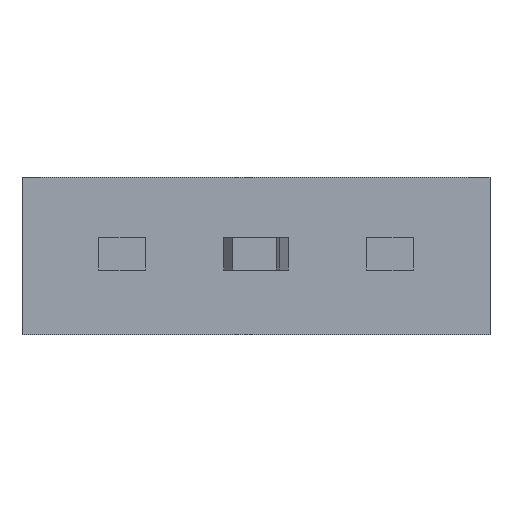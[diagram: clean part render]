
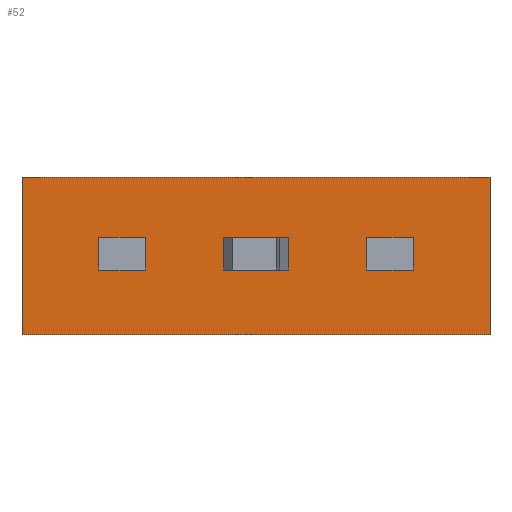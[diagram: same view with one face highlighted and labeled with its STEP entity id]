
A CAD part, front view. The second image highlights one B-rep face of the part: STEP entity #52.
In plain terms, the highlighted planar face has unit normal (0, -1, 0).
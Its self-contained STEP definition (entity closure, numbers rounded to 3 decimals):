
#52 = ADVANCED_FACE ( 'NONE', ( #4107, #4123, #4110, #4118 ), #2984, .F. ) ;
#77 = VERTEX_POINT ( 'NONE', #3143 ) ;
#80 = VERTEX_POINT ( 'NONE', #3154 ) ;
#82 = VERTEX_POINT ( 'NONE', #3145 ) ;
#86 = VERTEX_POINT ( 'NONE', #3133 ) ;
#152 = EDGE_LOOP ( 'NONE', ( #999, #944, #985, #975 ) ) ;
#187 = EDGE_LOOP ( 'NONE', ( #1009, #953, #1003, #939 ) ) ;
#217 = EDGE_LOOP ( 'NONE', ( #956, #1024, #942, #978 ) ) ;
#222 = EDGE_LOOP ( 'NONE', ( #1011, #977, #957, #1007 ) ) ;
#229 = VERTEX_POINT ( 'NONE', #3147 ) ;
#234 = VERTEX_POINT ( 'NONE', #3166 ) ;
#242 = VERTEX_POINT ( 'NONE', #3148 ) ;
#769 = DIRECTION ( 'NONE',  ( 0., 0., -1. ) ) ;
#770 = CARTESIAN_POINT ( 'NONE',  ( 0.55, 0., 1.661 ) ) ;
#816 = VERTEX_POINT ( 'NONE', #3187 ) ;
#877 = VERTEX_POINT ( 'NONE', #3289 ) ;
#939 = ORIENTED_EDGE ( 'NONE', *, *, #1091, .T. ) ;
#942 = ORIENTED_EDGE ( 'NONE', *, *, #1065, .T. ) ;
#944 = ORIENTED_EDGE ( 'NONE', *, *, #2453, .T. ) ;
#953 = ORIENTED_EDGE ( 'NONE', *, *, #1054, .T. ) ;
#956 = ORIENTED_EDGE ( 'NONE', *, *, #1041, .T. ) ;
#957 = ORIENTED_EDGE ( 'NONE', *, *, #3515, .F. ) ;
#975 = ORIENTED_EDGE ( 'NONE', *, *, #1083, .T. ) ;
#977 = ORIENTED_EDGE ( 'NONE', *, *, #1098, .F. ) ;
#978 = ORIENTED_EDGE ( 'NONE', *, *, #1088, .T. ) ;
#985 = ORIENTED_EDGE ( 'NONE', *, *, #1060, .T. ) ;
#999 = ORIENTED_EDGE ( 'NONE', *, *, #1059, .T. ) ;
#1003 = ORIENTED_EDGE ( 'NONE', *, *, #1067, .T. ) ;
#1007 = ORIENTED_EDGE ( 'NONE', *, *, #1078, .T. ) ;
#1009 = ORIENTED_EDGE ( 'NONE', *, *, #1089, .T. ) ;
#1011 = ORIENTED_EDGE ( 'NONE', *, *, #2463, .T. ) ;
#1024 = ORIENTED_EDGE ( 'NONE', *, *, #1094, .T. ) ;
#1041 = EDGE_CURVE ( 'NONE', #80, #1267, #3613, .T. ) ;
#1054 = EDGE_CURVE ( 'NONE', #1262, #82, #3629, .T. ) ;
#1059 = EDGE_CURVE ( 'NONE', #242, #229, #3656, .T. ) ;
#1060 = EDGE_CURVE ( 'NONE', #1263, #1264, #3662, .T. ) ;
#1065 = EDGE_CURVE ( 'NONE', #1273, #1278, #3655, .T. ) ;
#1067 = EDGE_CURVE ( 'NONE', #82, #1276, #3635, .T. ) ;
#1078 = EDGE_CURVE ( 'NONE', #816, #234, #3679, .T. ) ;
#1083 = EDGE_CURVE ( 'NONE', #1264, #242, #3691, .T. ) ;
#1088 = EDGE_CURVE ( 'NONE', #1278, #80, #3699, .T. ) ;
#1089 = EDGE_CURVE ( 'NONE', #86, #1262, #3737, .T. ) ;
#1091 = EDGE_CURVE ( 'NONE', #1276, #86, #3720, .T. ) ;
#1094 = EDGE_CURVE ( 'NONE', #1267, #1273, #3725, .T. ) ;
#1098 = EDGE_CURVE ( 'NONE', #877, #77, #3721, .T. ) ;
#1254 = AXIS2_PLACEMENT_3D ( 'NONE', #2960, #2961, #2962 ) ;
#1262 = VERTEX_POINT ( 'NONE', #3417 ) ;
#1263 = VERTEX_POINT ( 'NONE', #3447 ) ;
#1264 = VERTEX_POINT ( 'NONE', #3464 ) ;
#1267 = VERTEX_POINT ( 'NONE', #3400 ) ;
#1273 = VERTEX_POINT ( 'NONE', #3446 ) ;
#1276 = VERTEX_POINT ( 'NONE', #3483 ) ;
#1278 = VERTEX_POINT ( 'NONE', #3473 ) ;
#1333 = DIRECTION ( 'NONE',  ( 1., 0., 0. ) ) ;
#1351 = CARTESIAN_POINT ( 'NONE',  ( 4., 0., 0. ) ) ;
#1963 = CARTESIAN_POINT ( 'NONE',  ( 4., 0., 2.7 ) ) ;
#1984 = DIRECTION ( 'NONE',  ( 1., 0., 0. ) ) ;
#2453 = EDGE_CURVE ( 'NONE', #229, #1263, #3756, .T. ) ;
#2463 = EDGE_CURVE ( 'NONE', #234, #77, #3768, .T. ) ;
#2960 = CARTESIAN_POINT ( 'NONE',  ( 4., 0., 2.7 ) ) ;
#2961 = DIRECTION ( 'NONE',  ( 0., 1., 0. ) ) ;
#2962 = DIRECTION ( 'NONE',  ( 0., 0., 1. ) ) ;
#2984 = PLANE ( 'NONE',  #1254 ) ;
#3133 = CARTESIAN_POINT ( 'NONE',  ( 1.89, 0., 1.661 ) ) ;
#3143 = CARTESIAN_POINT ( 'NONE',  ( 4., 0., 0. ) ) ;
#3145 = CARTESIAN_POINT ( 'NONE',  ( 2.69, 0., 1.111 ) ) ;
#3147 = CARTESIAN_POINT ( 'NONE',  ( 0.55, 0., 1.661 ) ) ;
#3148 = CARTESIAN_POINT ( 'NONE',  ( -0.55, 0., 1.661 ) ) ;
#3154 = CARTESIAN_POINT ( 'NONE',  ( -2.69, 0., 1.661 ) ) ;
#3166 = CARTESIAN_POINT ( 'NONE',  ( -4., 0., 0. ) ) ;
#3187 = CARTESIAN_POINT ( 'NONE',  ( -4., 0., 2.7 ) ) ;
#3289 = CARTESIAN_POINT ( 'NONE',  ( 4., 0., 2.7 ) ) ;
#3317 = CARTESIAN_POINT ( 'NONE',  ( 2.69, 0., 1.661 ) ) ;
#3324 = DIRECTION ( 'NONE',  ( 0., 0., -1. ) ) ;
#3337 = CARTESIAN_POINT ( 'NONE',  ( -0.55, 0., 1.111 ) ) ;
#3341 = DIRECTION ( 'NONE',  ( 1., 0., 0. ) ) ;
#3349 = CARTESIAN_POINT ( 'NONE',  ( -2.69, 0., 1.661 ) ) ;
#3366 = DIRECTION ( 'NONE',  ( -1., 0., 0. ) ) ;
#3367 = CARTESIAN_POINT ( 'NONE',  ( 1.89, 0., 1.111 ) ) ;
#3370 = DIRECTION ( 'NONE',  ( 1., 0., 0. ) ) ;
#3374 = DIRECTION ( 'NONE',  ( -1., 0., 0. ) ) ;
#3383 = CARTESIAN_POINT ( 'NONE',  ( -0.55, 0., 1.661 ) ) ;
#3384 = DIRECTION ( 'NONE',  ( -1., 0., 0. ) ) ;
#3388 = CARTESIAN_POINT ( 'NONE',  ( -1.89, 0., 1.661 ) ) ;
#3389 = DIRECTION ( 'NONE',  ( 0., 0., -1. ) ) ;
#3393 = CARTESIAN_POINT ( 'NONE',  ( -2.69, 0., 1.111 ) ) ;
#3394 = CARTESIAN_POINT ( 'NONE',  ( 1.89, 0., 1.661 ) ) ;
#3395 = CARTESIAN_POINT ( 'NONE',  ( -4., 0., 2.7 ) ) ;
#3400 = CARTESIAN_POINT ( 'NONE',  ( -1.89, 0., 1.661 ) ) ;
#3402 = CARTESIAN_POINT ( 'NONE',  ( -2.69, 0., 1.661 ) ) ;
#3405 = DIRECTION ( 'NONE',  ( 0., 0., 1. ) ) ;
#3406 = DIRECTION ( 'NONE',  ( 0., 0., -1. ) ) ;
#3407 = CARTESIAN_POINT ( 'NONE',  ( 1.89, 0., 1.661 ) ) ;
#3411 = CARTESIAN_POINT ( 'NONE',  ( -0.55, 0., 1.661 ) ) ;
#3412 = DIRECTION ( 'NONE',  ( 1., 0., 0. ) ) ;
#3414 = DIRECTION ( 'NONE',  ( 0., 0., -1. ) ) ;
#3415 = DIRECTION ( 'NONE',  ( 0., 0., 1. ) ) ;
#3417 = CARTESIAN_POINT ( 'NONE',  ( 2.69, 0., 1.661 ) ) ;
#3430 = DIRECTION ( 'NONE',  ( 0., 0., 1. ) ) ;
#3437 = CARTESIAN_POINT ( 'NONE',  ( 4., 0., 2.7 ) ) ;
#3446 = CARTESIAN_POINT ( 'NONE',  ( -1.89, 0., 1.111 ) ) ;
#3447 = CARTESIAN_POINT ( 'NONE',  ( 0.55, 0., 1.111 ) ) ;
#3464 = CARTESIAN_POINT ( 'NONE',  ( -0.55, 0., 1.111 ) ) ;
#3473 = CARTESIAN_POINT ( 'NONE',  ( -2.69, 0., 1.111 ) ) ;
#3483 = CARTESIAN_POINT ( 'NONE',  ( 1.89, 0., 1.111 ) ) ;
#3515 = EDGE_CURVE ( 'NONE', #816, #877, #3832, .T. ) ;
#3606 = VECTOR ( 'NONE', #3341, 1000. ) ;
#3613 = LINE ( 'NONE', #3349, #3606 ) ;
#3629 = LINE ( 'NONE', #3317, #3642 ) ;
#3635 = LINE ( 'NONE', #3367, #3665 ) ;
#3642 = VECTOR ( 'NONE', #3324, 1000. ) ;
#3646 = VECTOR ( 'NONE', #3389, 1000. ) ;
#3648 = VECTOR ( 'NONE', #3370, 1000. ) ;
#3652 = VECTOR ( 'NONE', #3415, 1000. ) ;
#3655 = LINE ( 'NONE', #3393, #3672 ) ;
#3656 = LINE ( 'NONE', #3383, #3648 ) ;
#3662 = LINE ( 'NONE', #3337, #3678 ) ;
#3665 = VECTOR ( 'NONE', #3374, 1000. ) ;
#3672 = VECTOR ( 'NONE', #3366, 1000. ) ;
#3678 = VECTOR ( 'NONE', #3384, 1000. ) ;
#3679 = LINE ( 'NONE', #3395, #3646 ) ;
#3691 = LINE ( 'NONE', #3411, #3652 ) ;
#3698 = VECTOR ( 'NONE', #3412, 1000. ) ;
#3699 = LINE ( 'NONE', #3402, #3746 ) ;
#3720 = LINE ( 'NONE', #3394, #3738 ) ;
#3721 = LINE ( 'NONE', #3437, #3741 ) ;
#3725 = LINE ( 'NONE', #3388, #3727 ) ;
#3727 = VECTOR ( 'NONE', #3414, 1000. ) ;
#3737 = LINE ( 'NONE', #3407, #3698 ) ;
#3738 = VECTOR ( 'NONE', #3430, 1000. ) ;
#3741 = VECTOR ( 'NONE', #3406, 1000. ) ;
#3746 = VECTOR ( 'NONE', #3405, 1000. ) ;
#3756 = LINE ( 'NONE', #770, #3759 ) ;
#3759 = VECTOR ( 'NONE', #769, 1000. ) ;
#3768 = LINE ( 'NONE', #1351, #3802 ) ;
#3802 = VECTOR ( 'NONE', #1333, 1000. ) ;
#3820 = VECTOR ( 'NONE', #1984, 1000. ) ;
#3832 = LINE ( 'NONE', #1963, #3820 ) ;
#4107 = FACE_BOUND ( 'NONE', #187, .T. ) ;
#4110 = FACE_BOUND ( 'NONE', #217, .T. ) ;
#4118 = FACE_OUTER_BOUND ( 'NONE', #222, .T. ) ;
#4123 = FACE_BOUND ( 'NONE', #152, .T. ) ;
